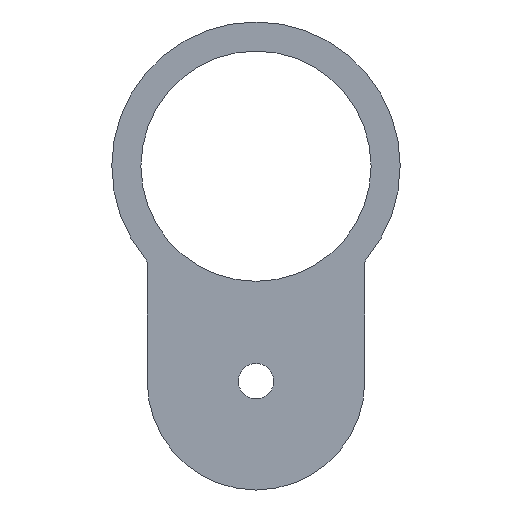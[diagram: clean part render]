
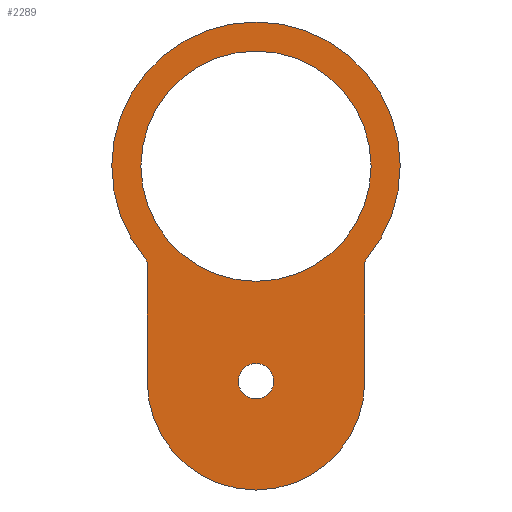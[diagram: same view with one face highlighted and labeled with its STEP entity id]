
A CAD part, front view. The second image highlights one B-rep face of the part: STEP entity #2289.
In plain terms, the highlighted planar face has unit normal (0, -1, 0).
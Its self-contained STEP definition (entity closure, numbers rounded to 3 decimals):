
#66=FACE_BOUND('',#565,.T.);
#67=FACE_BOUND('',#566,.T.);
#320=PLANE('',#2396);
#434=FACE_OUTER_BOUND('',#564,.T.);
#564=EDGE_LOOP('',(#2145,#2146,#2147,#2148,#2149,#2150));
#565=EDGE_LOOP('',(#2151));
#566=EDGE_LOOP('',(#2152));
#576=LINE('',#2833,#798);
#790=LINE('',#4296,#1012);
#798=VECTOR('',#2431,10.);
#1012=VECTOR('',#2789,10.);
#1016=CIRCLE('',#2316,3.2);
#1018=CIRCLE('',#2319,57.);
#1020=CIRCLE('',#2322,3.2);
#1025=CIRCLE('',#2397,43.);
#1026=CIRCLE('',#2398,7.);
#1027=CIRCLE('',#2399,45.5);
#1028=VERTEX_POINT('',#2811);
#1029=VERTEX_POINT('',#2812);
#1032=VERTEX_POINT('',#2820);
#1034=VERTEX_POINT('',#2826);
#1036=VERTEX_POINT('',#2832);
#1233=VERTEX_POINT('',#4295);
#1234=VERTEX_POINT('',#4298);
#1235=VERTEX_POINT('',#4300);
#1236=EDGE_CURVE('',#1028,#1029,#1016,.T.);
#1240=EDGE_CURVE('',#1032,#1029,#1018,.T.);
#1243=EDGE_CURVE('',#1032,#1034,#1020,.T.);
#1246=EDGE_CURVE('',#1036,#1034,#576,.T.);
#1541=EDGE_CURVE('',#1028,#1233,#790,.T.);
#1542=EDGE_CURVE('',#1233,#1036,#1025,.T.);
#1543=EDGE_CURVE('',#1234,#1234,#1026,.T.);
#1544=EDGE_CURVE('',#1235,#1235,#1027,.T.);
#2145=ORIENTED_EDGE('',*,*,#1541,.T.);
#2146=ORIENTED_EDGE('',*,*,#1542,.T.);
#2147=ORIENTED_EDGE('',*,*,#1246,.T.);
#2148=ORIENTED_EDGE('',*,*,#1243,.F.);
#2149=ORIENTED_EDGE('',*,*,#1240,.T.);
#2150=ORIENTED_EDGE('',*,*,#1236,.F.);
#2151=ORIENTED_EDGE('',*,*,#1543,.T.);
#2152=ORIENTED_EDGE('',*,*,#1544,.T.);
#2289=ADVANCED_FACE('',(#434,#66,#67),#320,.F.);
#2316=AXIS2_PLACEMENT_3D('',#2813,#2409,#2410);
#2319=AXIS2_PLACEMENT_3D('',#2821,#2417,#2418);
#2322=AXIS2_PLACEMENT_3D('',#2827,#2424,#2425);
#2396=AXIS2_PLACEMENT_3D('',#4294,#2787,#2788);
#2397=AXIS2_PLACEMENT_3D('',#4297,#2790,#2791);
#2398=AXIS2_PLACEMENT_3D('',#4299,#2792,#2793);
#2399=AXIS2_PLACEMENT_3D('',#4301,#2794,#2795);
#2409=DIRECTION('center_axis',(0.,-1.,0.));
#2410=DIRECTION('ref_axis',(0.94,0.,0.341));
#2417=DIRECTION('center_axis',(0.,-1.,0.));
#2418=DIRECTION('ref_axis',(-0.754,0.,-0.656));
#2424=DIRECTION('center_axis',(0.,-1.,0.));
#2425=DIRECTION('ref_axis',(-0.94,0.,0.341));
#2431=DIRECTION('',(0.,0.,1.));
#2787=DIRECTION('center_axis',(0.,1.,0.));
#2788=DIRECTION('ref_axis',(0.,0.,1.));
#2789=DIRECTION('',(0.,0.,-1.));
#2790=DIRECTION('center_axis',(0.,-1.,0.));
#2791=DIRECTION('ref_axis',(1.,0.,0.));
#2792=DIRECTION('center_axis',(0.,1.,0.));
#2793=DIRECTION('ref_axis',(1.,0.,0.));
#2794=DIRECTION('center_axis',(0.,1.,0.));
#2795=DIRECTION('ref_axis',(1.,0.,0.));
#2811=CARTESIAN_POINT('',(-43.,-0.75,-38.595));
#2812=CARTESIAN_POINT('',(-43.744,-0.75,-36.544));
#2813=CARTESIAN_POINT('Origin',(-46.2,-0.75,-38.595));
#2820=CARTESIAN_POINT('',(43.744,-0.75,-36.544));
#2821=CARTESIAN_POINT('Origin',(0.,-0.75,0.));
#2826=CARTESIAN_POINT('',(43.,-0.75,-38.595));
#2827=CARTESIAN_POINT('Origin',(46.2,-0.75,-38.595));
#2832=CARTESIAN_POINT('',(43.,-0.75,-85.));
#2833=CARTESIAN_POINT('',(43.,-0.75,-37.417));
#4294=CARTESIAN_POINT('Origin',(0.,-0.75,-35.5));
#4295=CARTESIAN_POINT('',(-43.,-0.75,-85.));
#4296=CARTESIAN_POINT('',(-43.,-0.75,-85.));
#4297=CARTESIAN_POINT('Origin',(0.,-0.75,-85.));
#4298=CARTESIAN_POINT('',(-7.,-0.75,-85.));
#4299=CARTESIAN_POINT('Origin',(0.,-0.75,-85.));
#4300=CARTESIAN_POINT('',(-45.5,-0.75,0.));
#4301=CARTESIAN_POINT('Origin',(0.,-0.75,0.));
